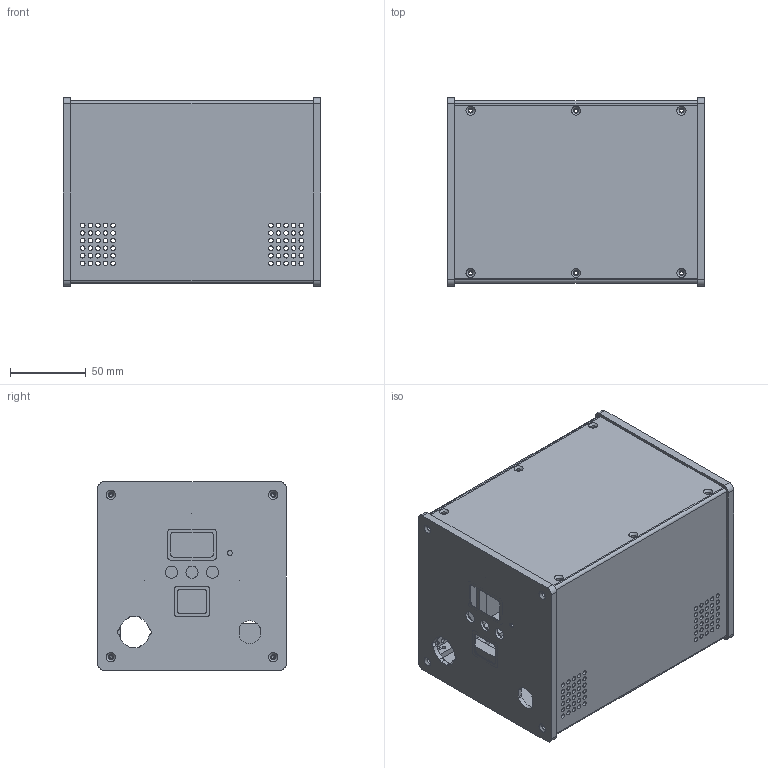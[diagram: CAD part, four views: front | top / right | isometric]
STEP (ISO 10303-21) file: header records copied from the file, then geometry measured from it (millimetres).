
FILE_DESCRIPTION(('STEP AP214'), '1');
FILE_NAME('UniSolder-enclosure', '', ('UNSPECIFIED'), ('UNSPECIFIED'), 'ASCON STEP Converter 1.3', 'ASCON Math Kernel', '');
FILE_SCHEMA(('AUTOMOTIVE_DESIGN { 1 0 10303 214 3 1 1}'));
Length unit declared in the file: millimetre
Assembly tree (6 placements, depth 2):
  (unnamed)
    (unnamed)  x2
    (unnamed)  x2
    (unnamed)
    (unnamed)
Bounding box: 170 x 124 x 124 mm (x, y, z)
Volume: 399136.7 mm3; surface area: 254503.9 mm2
Topology: 6 solids, 6 shells, 637 faces, 1757 edges, 1146 vertices
Faces by surface type: cylinder 368, plane 193, cone 76
Full cylindrical faces by diameter (mm): 2.459 x20, 2.5 x16, 3 x165, 3.2 x27, 3.242 x3, 4.5 x1, 6 x4, 7.1 x1, 8 x3, 9.5 x3
Entity records: 17494 total; most frequent: DIRECTION 2442, CARTESIAN_POINT 2222, ORIENTED_EDGE 1986, AXIS2_PLACEMENT_3D 999, EDGE_CURVE 993, EDGE_LOOP 948, VERTEX_POINT 779, FACE_BOUND 549
